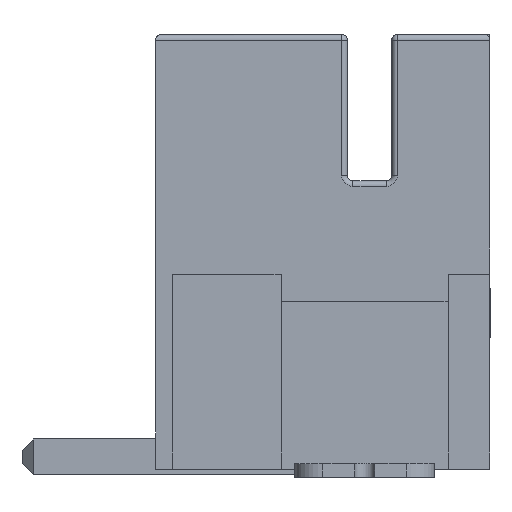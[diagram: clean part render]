
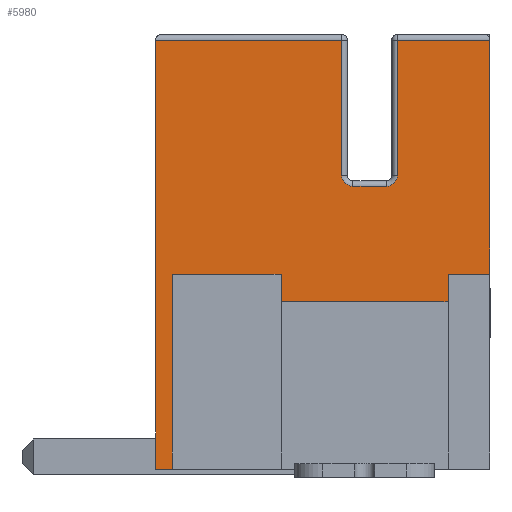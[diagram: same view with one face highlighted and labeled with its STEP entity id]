
A CAD part, left-side view. The second image highlights one B-rep face of the part: STEP entity #5980.
In plain terms, the highlighted planar face has unit normal (-1, 0, 0).
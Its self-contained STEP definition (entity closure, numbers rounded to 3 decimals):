
#83 = ORIENTED_EDGE ( 'NONE', *, *, #7806, .T. ) ;
#240 = VECTOR ( 'NONE', #23509, 1000. ) ;
#258 = LINE ( 'NONE', #4446, #10975 ) ;
#279 = EDGE_CURVE ( 'NONE', #17049, #1709, #17246, .T. ) ;
#605 = FACE_OUTER_BOUND ( 'NONE', #17489, .T. ) ;
#945 = CARTESIAN_POINT ( 'NONE',  ( -3.75, -1.339, -2.526 ) ) ;
#954 = DIRECTION ( 'NONE',  ( 0., 0., 1. ) ) ;
#1002 = DIRECTION ( 'NONE',  ( 0., 0., -1. ) ) ;
#1102 = ORIENTED_EDGE ( 'NONE', *, *, #13275, .T. ) ;
#1253 = CARTESIAN_POINT ( 'NONE',  ( -3.75, -0.54, -2.526 ) ) ;
#1487 = DIRECTION ( 'NONE',  ( 0., 0., 1. ) ) ;
#1709 = VERTEX_POINT ( 'NONE', #25484 ) ;
#1788 = CARTESIAN_POINT ( 'NONE',  ( -3.75, -0.34, -2.526 ) ) ;
#2140 = EDGE_CURVE ( 'NONE', #5932, #17049, #11621, .T. ) ;
#2700 = DIRECTION ( 'NONE',  ( 0., 1., 0. ) ) ;
#2867 = VECTOR ( 'NONE', #5821, 1000. ) ;
#3216 = DIRECTION ( 'NONE',  ( 0., 0., 1. ) ) ;
#3331 = ORIENTED_EDGE ( 'NONE', *, *, #18491, .T. ) ;
#3335 = LINE ( 'NONE', #5715, #240 ) ;
#4102 = CARTESIAN_POINT ( 'NONE',  ( -3.75, -1.339, -4.3 ) ) ;
#4152 = DIRECTION ( 'NONE',  ( -1., 0., 0. ) ) ;
#4336 = VECTOR ( 'NONE', #2700, 1000. ) ;
#4446 = CARTESIAN_POINT ( 'NONE',  ( -3.75, 0., -7.8 ) ) ;
#4663 = AXIS2_PLACEMENT_3D ( 'NONE', #22191, #4152, #12187 ) ;
#4775 = DIRECTION ( 'NONE',  ( 0., 0., 1. ) ) ;
#4925 = VECTOR ( 'NONE', #13350, 1000. ) ;
#4981 = VECTOR ( 'NONE', #4775, 1000. ) ;
#5197 = VECTOR ( 'NONE', #24971, 1000. ) ;
#5324 = CARTESIAN_POINT ( 'NONE',  ( -3.75, 3., -4.3 ) ) ;
#5328 = VECTOR ( 'NONE', #8071, 1000. ) ;
#5339 = ORIENTED_EDGE ( 'NONE', *, *, #15161, .T. ) ;
#5544 = LINE ( 'NONE', #11606, #9608 ) ;
#5622 = DIRECTION ( 'NONE',  ( 0., 1., 0. ) ) ;
#5715 = CARTESIAN_POINT ( 'NONE',  ( -3.75, 3., -0.1 ) ) ;
#5740 = EDGE_CURVE ( 'NONE', #5932, #18985, #19866, .T. ) ;
#5756 = LINE ( 'NONE', #23551, #25340 ) ;
#5821 = DIRECTION ( 'NONE',  ( 0., -1., 0. ) ) ;
#5833 = LINE ( 'NONE', #13873, #14668 ) ;
#5932 = VERTEX_POINT ( 'NONE', #17697 ) ;
#5980 = ADVANCED_FACE ( 'NONE', ( #605 ), #16381, .F. ) ;
#6065 = AXIS2_PLACEMENT_3D ( 'NONE', #1253, #9161, #1002 ) ;
#6782 = CARTESIAN_POINT ( 'NONE',  ( -3.75, 3., -4.3 ) ) ;
#7186 = CARTESIAN_POINT ( 'NONE',  ( -3.75, -0.34, -0.1 ) ) ;
#7577 = ORIENTED_EDGE ( 'NONE', *, *, #19272, .T. ) ;
#7664 = VERTEX_POINT ( 'NONE', #10602 ) ;
#7709 = AXIS2_PLACEMENT_3D ( 'NONE', #22185, #10610, #8358 ) ;
#7727 = VECTOR ( 'NONE', #7898, 1000. ) ;
#7806 = EDGE_CURVE ( 'NONE', #18769, #7664, #19136, .T. ) ;
#7898 = DIRECTION ( 'NONE',  ( 0., 0., 1. ) ) ;
#8047 = VERTEX_POINT ( 'NONE', #7186 ) ;
#8071 = DIRECTION ( 'NONE',  ( 0., 0., -1. ) ) ;
#8173 = ORIENTED_EDGE ( 'NONE', *, *, #20678, .T. ) ;
#8197 = ORIENTED_EDGE ( 'NONE', *, *, #10407, .T. ) ;
#8358 = DIRECTION ( 'NONE',  ( 0., 0., -1. ) ) ;
#8376 = ORIENTED_EDGE ( 'NONE', *, *, #5740, .F. ) ;
#8632 = LINE ( 'NONE', #6782, #4336 ) ;
#8739 = CARTESIAN_POINT ( 'NONE',  ( -3.75, 1., -7.9 ) ) ;
#9109 = VERTEX_POINT ( 'NONE', #11355 ) ;
#9161 = DIRECTION ( 'NONE',  ( -1., 0., 0. ) ) ;
#9608 = VECTOR ( 'NONE', #19616, 1000. ) ;
#9651 = LINE ( 'NONE', #4102, #5328 ) ;
#9896 = VERTEX_POINT ( 'NONE', #22978 ) ;
#10328 = CARTESIAN_POINT ( 'NONE',  ( -3.75, 2.7, -7.8 ) ) ;
#10407 = EDGE_CURVE ( 'NONE', #19961, #9896, #258, .T. ) ;
#10532 = VERTEX_POINT ( 'NONE', #17704 ) ;
#10602 = CARTESIAN_POINT ( 'NONE',  ( -3.75, -3., -0.1 ) ) ;
#10610 = DIRECTION ( 'NONE',  ( 1., 0., 0. ) ) ;
#10782 = CARTESIAN_POINT ( 'NONE',  ( -3.75, 3., -0.1 ) ) ;
#10975 = VECTOR ( 'NONE', #16289, 1000. ) ;
#11101 = CARTESIAN_POINT ( 'NONE',  ( -3.75, 2.7, -7.9 ) ) ;
#11355 = CARTESIAN_POINT ( 'NONE',  ( -3.75, 1., -4.3 ) ) ;
#11606 = CARTESIAN_POINT ( 'NONE',  ( -3.75, 3., -2.726 ) ) ;
#11621 = LINE ( 'NONE', #17644, #2867 ) ;
#11843 = CIRCLE ( 'NONE', #4663, 0.2 ) ;
#12187 = DIRECTION ( 'NONE',  ( 0., 0., -1. ) ) ;
#13275 = EDGE_CURVE ( 'NONE', #8047, #18985, #5756, .T. ) ;
#13350 = DIRECTION ( 'NONE',  ( 0., 1., 0. ) ) ;
#13749 = LINE ( 'NONE', #5324, #4925 ) ;
#13873 = CARTESIAN_POINT ( 'NONE',  ( -3.75, -0.34, -4.3 ) ) ;
#13944 = VERTEX_POINT ( 'NONE', #14712 ) ;
#14225 = EDGE_CURVE ( 'NONE', #20245, #16992, #23320, .T. ) ;
#14668 = VECTOR ( 'NONE', #3216, 1000. ) ;
#14712 = CARTESIAN_POINT ( 'NONE',  ( -3.75, -1.339, -0.1 ) ) ;
#15031 = EDGE_CURVE ( 'NONE', #9109, #1709, #8632, .T. ) ;
#15161 = EDGE_CURVE ( 'NONE', #9896, #18471, #15351, .T. ) ;
#15263 = ORIENTED_EDGE ( 'NONE', *, *, #14225, .F. ) ;
#15272 = CARTESIAN_POINT ( 'NONE',  ( -3.75, 1., -7.8 ) ) ;
#15293 = ORIENTED_EDGE ( 'NONE', *, *, #279, .T. ) ;
#15351 = LINE ( 'NONE', #22986, #5197 ) ;
#15717 = CARTESIAN_POINT ( 'NONE',  ( -3.75, -2.5, -4.3 ) ) ;
#16289 = DIRECTION ( 'NONE',  ( 0., -1., 0. ) ) ;
#16381 = PLANE ( 'NONE',  #7709 ) ;
#16635 = ORIENTED_EDGE ( 'NONE', *, *, #15031, .F. ) ;
#16822 = ORIENTED_EDGE ( 'NONE', *, *, #17544, .F. ) ;
#16992 = VERTEX_POINT ( 'NONE', #22033 ) ;
#17049 = VERTEX_POINT ( 'NONE', #10328 ) ;
#17246 = LINE ( 'NONE', #11101, #18319 ) ;
#17489 = EDGE_LOOP ( 'NONE', ( #3331, #1102, #8376, #19112, #15293, #16635, #23704, #8197, #5339, #18152, #83, #7577, #8173, #16822, #17892, #15263 ) ) ;
#17544 = EDGE_CURVE ( 'NONE', #10532, #21730, #11843, .T. ) ;
#17644 = CARTESIAN_POINT ( 'NONE',  ( -3.75, 0., -7.8 ) ) ;
#17697 = CARTESIAN_POINT ( 'NONE',  ( -3.75, 3., -7.8 ) ) ;
#17704 = CARTESIAN_POINT ( 'NONE',  ( -3.75, -1.139, -2.726 ) ) ;
#17892 = ORIENTED_EDGE ( 'NONE', *, *, #22515, .T. ) ;
#18152 = ORIENTED_EDGE ( 'NONE', *, *, #22264, .F. ) ;
#18319 = VECTOR ( 'NONE', #954, 1000. ) ;
#18411 = EDGE_CURVE ( 'NONE', #19961, #9109, #20726, .T. ) ;
#18471 = VERTEX_POINT ( 'NONE', #15717 ) ;
#18491 = EDGE_CURVE ( 'NONE', #20245, #8047, #5833, .T. ) ;
#18769 = VERTEX_POINT ( 'NONE', #21220 ) ;
#18985 = VERTEX_POINT ( 'NONE', #10782 ) ;
#19112 = ORIENTED_EDGE ( 'NONE', *, *, #2140, .T. ) ;
#19136 = LINE ( 'NONE', #19511, #23336 ) ;
#19272 = EDGE_CURVE ( 'NONE', #7664, #13944, #3335, .T. ) ;
#19511 = CARTESIAN_POINT ( 'NONE',  ( -3.75, -3., -4.3 ) ) ;
#19616 = DIRECTION ( 'NONE',  ( 0., 1., 0. ) ) ;
#19866 = LINE ( 'NONE', #24106, #7727 ) ;
#19961 = VERTEX_POINT ( 'NONE', #15272 ) ;
#20245 = VERTEX_POINT ( 'NONE', #1788 ) ;
#20678 = EDGE_CURVE ( 'NONE', #13944, #21730, #9651, .T. ) ;
#20726 = LINE ( 'NONE', #8739, #4981 ) ;
#21220 = CARTESIAN_POINT ( 'NONE',  ( -3.75, -3., -4.3 ) ) ;
#21730 = VERTEX_POINT ( 'NONE', #945 ) ;
#22033 = CARTESIAN_POINT ( 'NONE',  ( -3.75, -0.54, -2.726 ) ) ;
#22185 = CARTESIAN_POINT ( 'NONE',  ( -3.75, 3., -4.3 ) ) ;
#22191 = CARTESIAN_POINT ( 'NONE',  ( -3.75, -1.139, -2.526 ) ) ;
#22264 = EDGE_CURVE ( 'NONE', #18769, #18471, #13749, .T. ) ;
#22515 = EDGE_CURVE ( 'NONE', #10532, #16992, #5544, .T. ) ;
#22978 = CARTESIAN_POINT ( 'NONE',  ( -3.75, -2.5, -7.8 ) ) ;
#22986 = CARTESIAN_POINT ( 'NONE',  ( -3.75, -2.5, -7.9 ) ) ;
#23320 = CIRCLE ( 'NONE', #6065, 0.2 ) ;
#23336 = VECTOR ( 'NONE', #1487, 1000. ) ;
#23509 = DIRECTION ( 'NONE',  ( 0., 1., 0. ) ) ;
#23551 = CARTESIAN_POINT ( 'NONE',  ( -3.75, 3., -0.1 ) ) ;
#23704 = ORIENTED_EDGE ( 'NONE', *, *, #18411, .F. ) ;
#24106 = CARTESIAN_POINT ( 'NONE',  ( -3.75, 3., -4.3 ) ) ;
#24971 = DIRECTION ( 'NONE',  ( 0., 0., 1. ) ) ;
#25340 = VECTOR ( 'NONE', #5622, 1000. ) ;
#25484 = CARTESIAN_POINT ( 'NONE',  ( -3.75, 2.7, -4.3 ) ) ;
